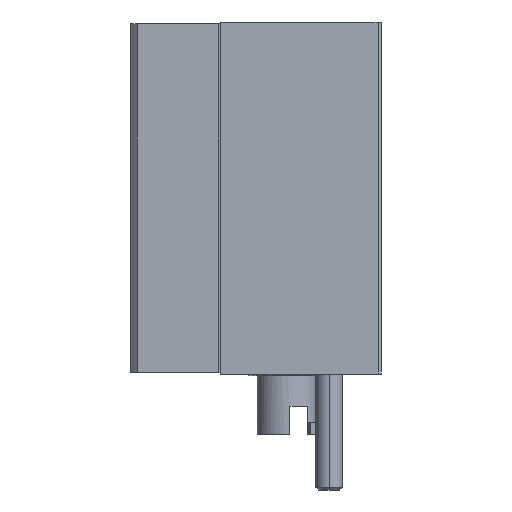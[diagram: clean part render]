
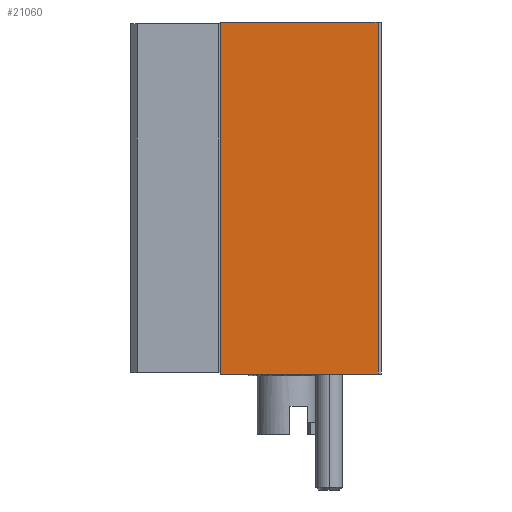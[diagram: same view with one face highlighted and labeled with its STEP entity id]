
A CAD part, left-side view. The second image highlights one B-rep face of the part: STEP entity #21060.
In plain terms, the highlighted planar face has unit normal (-1, 0, 0).
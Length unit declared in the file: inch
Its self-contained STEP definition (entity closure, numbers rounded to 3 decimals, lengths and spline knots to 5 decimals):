
#1815 = VERTEX_POINT ( 'NONE', #52766 ) ;
#1871 = FACE_OUTER_BOUND ( 'NONE', #11076, .T. ) ;
#5359 = VERTEX_POINT ( 'NONE', #30794 ) ;
#5523 = CARTESIAN_POINT ( 'NONE',  ( 0., 0.94882, 1.03543 ) ) ;
#7813 = ORIENTED_EDGE ( 'NONE', *, *, #15207, .T. ) ;
#8365 = EDGE_CURVE ( 'NONE', #13176, #5359, #52569, .T. ) ;
#8405 = CARTESIAN_POINT ( 'NONE',  ( 0., 0.94882, 1.03543 ) ) ;
#9487 = DIRECTION ( 'NONE',  ( 0., 0., -1. ) ) ;
#10650 = ORIENTED_EDGE ( 'NONE', *, *, #8365, .F. ) ;
#11076 = EDGE_LOOP ( 'NONE', ( #7813, #11544, #10650, #29722 ) ) ;
#11166 = DIRECTION ( 'NONE',  ( 0., 0., -1. ) ) ;
#11544 = ORIENTED_EDGE ( 'NONE', *, *, #13465, .F. ) ;
#13176 = VERTEX_POINT ( 'NONE', #8405 ) ;
#13465 = EDGE_CURVE ( 'NONE', #5359, #1815, #15412, .T. ) ;
#15207 = EDGE_CURVE ( 'NONE', #32783, #1815, #18764, .T. ) ;
#15412 = LINE ( 'NONE', #37356, #20086 ) ;
#18209 = PLANE ( 'NONE',  #31735 ) ;
#18764 = LINE ( 'NONE', #19047, #35093 ) ;
#19047 = CARTESIAN_POINT ( 'NONE',  ( 0., 0.94882, -1.03543 ) ) ;
#19054 = LINE ( 'NONE', #49162, #25023 ) ;
#20086 = VECTOR ( 'NONE', #20192, 39.37008 ) ;
#20192 = DIRECTION ( 'NONE',  ( 0., 0., -1. ) ) ;
#21060 = ADVANCED_FACE ( 'NONE', ( #1871 ), #18209, .F. ) ;
#22459 = DIRECTION ( 'NONE',  ( 0., -1., 0. ) ) ;
#23173 = CARTESIAN_POINT ( 'NONE',  ( 0., 0.94882, -1.03543 ) ) ;
#25023 = VECTOR ( 'NONE', #11166, 39.37008 ) ;
#25726 = VECTOR ( 'NONE', #22459, 39.37008 ) ;
#29722 = ORIENTED_EDGE ( 'NONE', *, *, #48193, .T. ) ;
#30794 = CARTESIAN_POINT ( 'NONE',  ( 0., 0.01969, 1.03543 ) ) ;
#31735 = AXIS2_PLACEMENT_3D ( 'NONE', #5523, #44943, #9487 ) ;
#32783 = VERTEX_POINT ( 'NONE', #23173 ) ;
#35093 = VECTOR ( 'NONE', #40423, 39.37008 ) ;
#35108 = CARTESIAN_POINT ( 'NONE',  ( 0., 0.94882, 1.03543 ) ) ;
#37356 = CARTESIAN_POINT ( 'NONE',  ( 0., 0.01969, 1.03543 ) ) ;
#40423 = DIRECTION ( 'NONE',  ( 0., -1., 0. ) ) ;
#44943 = DIRECTION ( 'NONE',  ( 1., 0., 0. ) ) ;
#48193 = EDGE_CURVE ( 'NONE', #13176, #32783, #19054, .T. ) ;
#49162 = CARTESIAN_POINT ( 'NONE',  ( 0., 0.94882, 1.03543 ) ) ;
#52569 = LINE ( 'NONE', #35108, #25726 ) ;
#52766 = CARTESIAN_POINT ( 'NONE',  ( 0., 0.01969, -1.03543 ) ) ;
